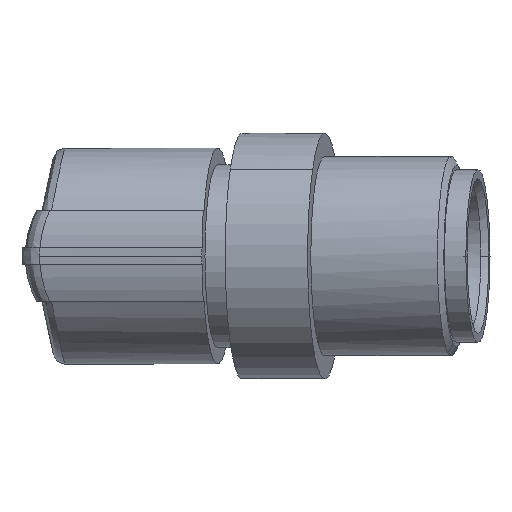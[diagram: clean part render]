
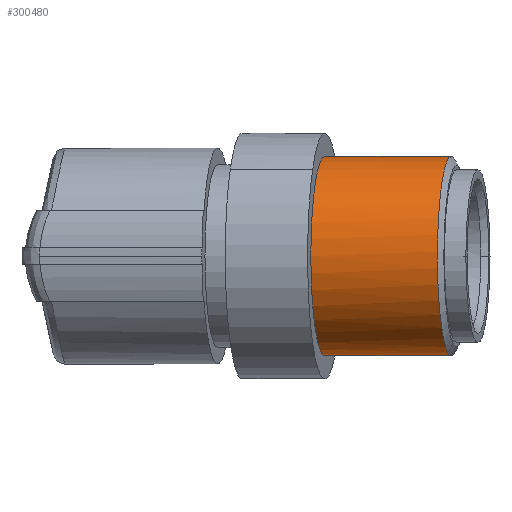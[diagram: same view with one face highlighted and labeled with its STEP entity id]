
A CAD part, left-side view. The second image highlights one B-rep face of the part: STEP entity #300480.
In plain terms, the highlighted cylindrical face has radius 6 mm (diameter 12 mm), a partial arc.
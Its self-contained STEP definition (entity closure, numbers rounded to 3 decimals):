
#290470=CARTESIAN_POINT('',(12.296,41.797,
212.444));
#290480=DIRECTION('',(-0.7,0.7,
0.139));
#290490=DIRECTION('',(-0.707,-0.707,
0.));
#290500=AXIS2_PLACEMENT_3D('',#290470,#290480,#290490);
#290510=CIRCLE('',#290500,6.);
#290520=CARTESIAN_POINT('',(8.053,37.554,
212.444));
#290530=VERTEX_POINT('',#290520);
#290540=CARTESIAN_POINT('',(16.538,46.04,
212.444));
#290550=VERTEX_POINT('',#290540);
#290560=EDGE_CURVE('',#290530,#290550,#290510,.T.);
#290760=CARTESIAN_POINT('',(6.694,47.399,
213.558));
#290770=DIRECTION('',(-0.7,0.7,
0.139));
#290780=DIRECTION('',(-0.707,-0.707,
0.));
#290790=AXIS2_PLACEMENT_3D('',#290760,#290770,#290780);
#290800=CYLINDRICAL_SURFACE('',#290790,6.);
#290810=CARTESIAN_POINT('',(10.936,51.641,
213.558));
#290820=DIRECTION('',(-0.7,0.7,
0.139));
#290830=VECTOR('',#290820,1.);
#290840=LINE('',#290810,#290830);
#290850=CARTESIAN_POINT('',(11.159,51.419,
213.513));
#290860=VERTEX_POINT('',#290850);
#290870=EDGE_CURVE('',#290550,#290860,#290840,.T.);
#290890=CARTESIAN_POINT('',(6.916,47.176,
213.513));
#290900=DIRECTION('',(0.7,-0.7,
-0.139));
#290910=DIRECTION('',(0.708,0.658,
0.256));
#290920=AXIS2_PLACEMENT_3D('',#290890,#290900,#290910);
#290930=CIRCLE('',#290920,6.);
#290980=CARTESIAN_POINT('',(2.674,42.934,
213.513));
#290990=VERTEX_POINT('',#290980);
#291020=CARTESIAN_POINT('',(2.451,43.156,
213.558));
#291030=DIRECTION('',(-0.7,0.7,
0.139));
#291040=VECTOR('',#291030,1.);
#291050=LINE('',#291020,#291040);
#291060=EDGE_CURVE('',#290530,#290990,#291050,.T.);
#291300=CARTESIAN_POINT('',(11.167,51.122,
215.051));
#291310=VERTEX_POINT('',#291300);
#291340=EDGE_CURVE('',#291310,#290990,#290930,.T.);
#300360=ORIENTED_EDGE('',*,*,#290870,.T.);
#300370=ORIENTED_EDGE('',*,*,#290560,.T.);
#300380=ORIENTED_EDGE('',*,*,#291060,.F.);
#300390=ORIENTED_EDGE('',*,*,#291340,.T.);
#300400=CARTESIAN_POINT('',(11.181,51.389,
213.773));
#300410=VERTEX_POINT('',#300400);
#300420=EDGE_CURVE('',#300410,#291310,#290930,.T.);
#300430=ORIENTED_EDGE('',*,*,#300420,.T.);
#300440=EDGE_CURVE('',#290860,#300410,#290930,.T.);
#300450=ORIENTED_EDGE('',*,*,#300440,.T.);
#300460=EDGE_LOOP('',(#300450,#300430,#300390,#300380,#300370,#300360));
#300470=FACE_OUTER_BOUND('',#300460,.T.);
#300480=ADVANCED_FACE('',(#300470),#290800,.T.);
